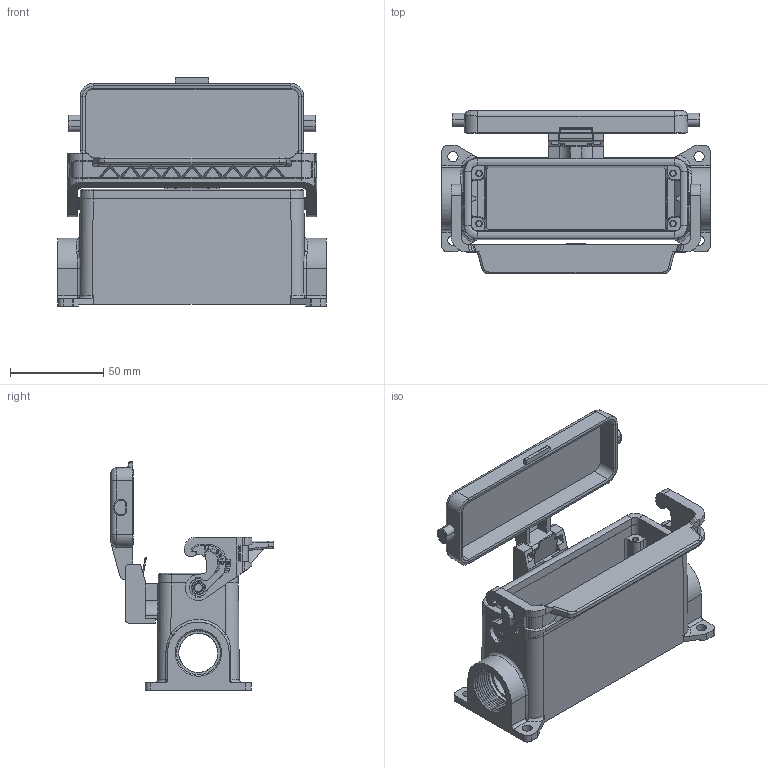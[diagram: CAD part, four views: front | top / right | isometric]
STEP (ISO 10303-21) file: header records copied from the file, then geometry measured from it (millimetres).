
FILE_DESCRIPTION(('Creo Elements/Direct Modeling STEP Export'),'2;1');
FILE_NAME('37jbk2e5ph56n1t3060','2023-03-02T10:26:57',(''),(''),'Creo Elements/Direct Modeling STEP processor for AP214 (Solid Model)','Creo Elements/Direct Modeling 20.1B 02-Apr-2019 (C) Parametric Technology GmbH','');
FILE_SCHEMA(('AUTOMOTIVE_DESIGN { 1 0 10303 214 1 1 1 1 }'));
Products named in the file (2): MLP 24 LS225
Assembly tree (1 placements, depth 2):
  MLP 24 LS225
    MLP 24 LS225
Bounding box: 144 x 87.8 x 122.49 mm (x, y, z)
Volume: 158722.9 mm3; surface area: 94362 mm2
Topology: 1 solids, 1 shells, 1456 faces, 3878 edges, 2486 vertices
Faces by surface type: plane 832, cylinder 411, cone 96, bspline 54, torus 54, sphere 9
Entity records: 66070 total; most frequent: CARTESIAN_POINT 18855, ORIENTED_EDGE 7742, DIRECTION 6989, EDGE_CURVE 3871, VECTOR 2607, LINE 2607, VERTEX_POINT 2486, AXIS2_PLACEMENT_3D 2191
